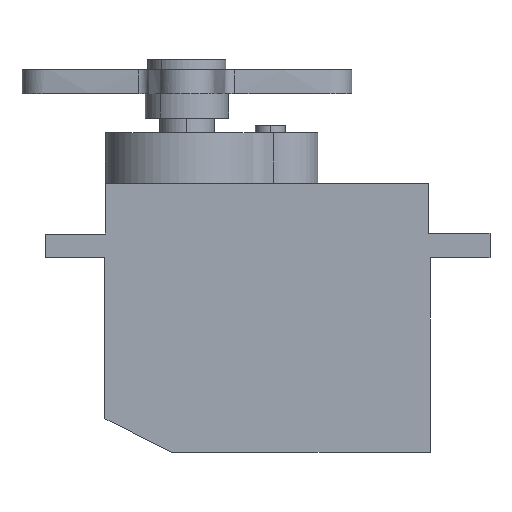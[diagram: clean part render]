
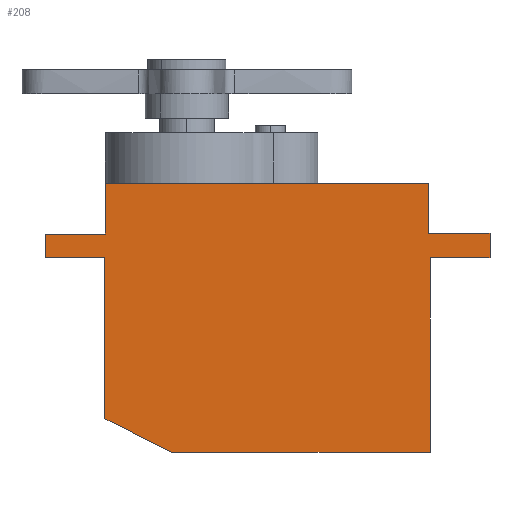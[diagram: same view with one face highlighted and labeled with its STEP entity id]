
A CAD part, left-side view. The second image highlights one B-rep face of the part: STEP entity #208.
In plain terms, the highlighted planar face has unit normal (-1, 0, 0).
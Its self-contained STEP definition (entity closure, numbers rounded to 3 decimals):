
#21=B_SPLINE_CURVE_WITH_KNOTS('',1,(#3264,#3265),.UNSPECIFIED.,.F.,.F.,(2,
2),(162.132,168.744),.UNSPECIFIED.);
#35=B_SPLINE_CURVE_WITH_KNOTS('',1,(#3294,#3295),.UNSPECIFIED.,.F.,.F.,(2,
2),(313.167,313.17),.UNSPECIFIED.);
#36=B_SPLINE_CURVE_WITH_KNOTS('',1,(#3296,#3297),.UNSPECIFIED.,.F.,.F.,(2,
2),(290.882,313.167),.UNSPECIFIED.);
#37=B_SPLINE_CURVE_WITH_KNOTS('',1,(#3298,#3299),.UNSPECIFIED.,.F.,.F.,(2,
2),(261.279,290.882),.UNSPECIFIED.);
#38=B_SPLINE_CURVE_WITH_KNOTS('',1,(#3300,#3301),.UNSPECIFIED.,.F.,.F.,(2,
2),(252.707,261.279),.UNSPECIFIED.);
#39=B_SPLINE_CURVE_WITH_KNOTS('',1,(#3302,#3303),.UNSPECIFIED.,.F.,.F.,(2,
2),(234.252,252.707),.UNSPECIFIED.);
#40=B_SPLINE_CURVE_WITH_KNOTS('',1,(#3304,#3305),.UNSPECIFIED.,.F.,.F.,(2,
2),(227.484,234.252),.UNSPECIFIED.);
#41=B_SPLINE_CURVE_WITH_KNOTS('',1,(#3306,#3307),.UNSPECIFIED.,.F.,.F.,(2,
2),(224.767,227.484),.UNSPECIFIED.);
#42=B_SPLINE_CURVE_WITH_KNOTS('',1,(#3308,#3309),.UNSPECIFIED.,.F.,.F.,(2,
2),(217.944,224.767),.UNSPECIFIED.);
#43=B_SPLINE_CURVE_WITH_KNOTS('',1,(#3310,#3311),.UNSPECIFIED.,.F.,.F.,(2,
2),(212.126,217.944),.UNSPECIFIED.);
#44=B_SPLINE_CURVE_WITH_KNOTS('',1,(#3312,#3313,#3314,#3315),
 .UNSPECIFIED.,.F.,.F.,(2,1,1,2),(184.048,184.595,197.626,
212.126),.UNSPECIFIED.);
#45=B_SPLINE_CURVE_WITH_KNOTS('',1,(#3316,#3317),.UNSPECIFIED.,.F.,.F.,(2,
2),(178.291,184.048),.UNSPECIFIED.);
#46=B_SPLINE_CURVE_WITH_KNOTS('',1,(#3318,#3319),.UNSPECIFIED.,.F.,.F.,(2,
2),(171.538,178.291),.UNSPECIFIED.);
#47=B_SPLINE_CURVE_WITH_KNOTS('',1,(#3320,#3321),.UNSPECIFIED.,.F.,.F.,(2,
2),(168.744,171.538),.UNSPECIFIED.);
#208=ADVANCED_FACE('',(#284),#1224,.T.);
#284=FACE_OUTER_BOUND('',#384,.T.);
#384=EDGE_LOOP('',(#684,#685,#686,#687,#688,#689,#690,#691,#692,#693,#694,
#695,#696,#697));
#684=ORIENTED_EDGE('',*,*,#906,.T.);
#685=ORIENTED_EDGE('',*,*,#932,.T.);
#686=ORIENTED_EDGE('',*,*,#931,.T.);
#687=ORIENTED_EDGE('',*,*,#930,.T.);
#688=ORIENTED_EDGE('',*,*,#929,.T.);
#689=ORIENTED_EDGE('',*,*,#928,.T.);
#690=ORIENTED_EDGE('',*,*,#927,.T.);
#691=ORIENTED_EDGE('',*,*,#926,.T.);
#692=ORIENTED_EDGE('',*,*,#925,.T.);
#693=ORIENTED_EDGE('',*,*,#924,.T.);
#694=ORIENTED_EDGE('',*,*,#923,.T.);
#695=ORIENTED_EDGE('',*,*,#922,.T.);
#696=ORIENTED_EDGE('',*,*,#921,.T.);
#697=ORIENTED_EDGE('',*,*,#920,.T.);
#906=EDGE_CURVE('',#1175,#1201,#21,.T.);
#920=EDGE_CURVE('',#1189,#1175,#35,.T.);
#921=EDGE_CURVE('',#1190,#1189,#36,.T.);
#922=EDGE_CURVE('',#1191,#1190,#37,.T.);
#923=EDGE_CURVE('',#1192,#1191,#38,.T.);
#924=EDGE_CURVE('',#1193,#1192,#39,.T.);
#925=EDGE_CURVE('',#1194,#1193,#40,.T.);
#926=EDGE_CURVE('',#1195,#1194,#41,.T.);
#927=EDGE_CURVE('',#1196,#1195,#42,.T.);
#928=EDGE_CURVE('',#1197,#1196,#43,.T.);
#929=EDGE_CURVE('',#1198,#1197,#44,.T.);
#930=EDGE_CURVE('',#1199,#1198,#45,.T.);
#931=EDGE_CURVE('',#1200,#1199,#46,.T.);
#932=EDGE_CURVE('',#1201,#1200,#47,.T.);
#1175=VERTEX_POINT('',#3225);
#1189=VERTEX_POINT('',#3239);
#1190=VERTEX_POINT('',#3240);
#1191=VERTEX_POINT('',#3241);
#1192=VERTEX_POINT('',#3242);
#1193=VERTEX_POINT('',#3243);
#1194=VERTEX_POINT('',#3244);
#1195=VERTEX_POINT('',#3245);
#1196=VERTEX_POINT('',#3246);
#1197=VERTEX_POINT('',#3247);
#1198=VERTEX_POINT('',#3248);
#1199=VERTEX_POINT('',#3249);
#1200=VERTEX_POINT('',#3250);
#1201=VERTEX_POINT('',#3251);
#1224=PLANE('',#1320);
#1320=AXIS2_PLACEMENT_3D('',#3138,#1351,$);
#1351=DIRECTION('',(-1.,0.,0.));
#3138=CARTESIAN_POINT('',(-5.75,-22.505,19.032));
#3225=CARTESIAN_POINT('',(-5.75,-18.275,13.754));
#3239=CARTESIAN_POINT('',(-5.75,-18.272,13.754));
#3240=CARTESIAN_POINT('',(-5.75,-18.272,0.));
#3241=CARTESIAN_POINT('',(-5.75,0.,0.));
#3242=CARTESIAN_POINT('',(-5.75,4.728,2.373));
#3243=CARTESIAN_POINT('',(-5.75,4.729,13.764));
#3244=CARTESIAN_POINT('',(-5.75,8.961,13.764));
#3245=CARTESIAN_POINT('',(-5.75,8.961,15.441));
#3246=CARTESIAN_POINT('',(-5.75,4.695,15.441));
#3247=CARTESIAN_POINT('',(-5.75,4.695,19.032));
#3248=CARTESIAN_POINT('',(-5.75,-18.185,19.032));
#3249=CARTESIAN_POINT('',(-5.75,-18.185,15.478));
#3250=CARTESIAN_POINT('',(-5.75,-22.505,15.478));
#3251=CARTESIAN_POINT('',(-5.75,-22.505,13.754));
#3264=CARTESIAN_POINT('',(-5.75,-18.275,13.754));
#3265=CARTESIAN_POINT('',(-5.75,-22.505,13.754));
#3294=CARTESIAN_POINT('',(-5.75,-18.272,13.754));
#3295=CARTESIAN_POINT('',(-5.75,-18.275,13.754));
#3296=CARTESIAN_POINT('',(-5.75,-18.272,0.));
#3297=CARTESIAN_POINT('',(-5.75,-18.272,13.754));
#3298=CARTESIAN_POINT('',(-5.75,0.,0.));
#3299=CARTESIAN_POINT('',(-5.75,-18.272,0.));
#3300=CARTESIAN_POINT('',(-5.75,4.728,2.373));
#3301=CARTESIAN_POINT('',(-5.75,0.,0.));
#3302=CARTESIAN_POINT('',(-5.75,4.729,13.764));
#3303=CARTESIAN_POINT('',(-5.75,4.728,2.373));
#3304=CARTESIAN_POINT('',(-5.75,8.961,13.764));
#3305=CARTESIAN_POINT('',(-5.75,4.729,13.764));
#3306=CARTESIAN_POINT('',(-5.75,8.961,15.441));
#3307=CARTESIAN_POINT('',(-5.75,8.961,13.764));
#3308=CARTESIAN_POINT('',(-5.75,4.695,15.441));
#3309=CARTESIAN_POINT('',(-5.75,8.961,15.441));
#3310=CARTESIAN_POINT('',(-5.75,4.695,19.032));
#3311=CARTESIAN_POINT('',(-5.75,4.695,15.441));
#3312=CARTESIAN_POINT('',(-5.75,-18.185,19.032));
#3313=CARTESIAN_POINT('',(-5.75,-17.848,19.032));
#3314=CARTESIAN_POINT('',(-5.75,-9.805,19.032));
#3315=CARTESIAN_POINT('',(-5.75,4.695,19.032));
#3316=CARTESIAN_POINT('',(-5.75,-18.185,15.478));
#3317=CARTESIAN_POINT('',(-5.75,-18.185,19.032));
#3318=CARTESIAN_POINT('',(-5.75,-22.505,15.478));
#3319=CARTESIAN_POINT('',(-5.75,-18.185,15.478));
#3320=CARTESIAN_POINT('',(-5.75,-22.505,13.754));
#3321=CARTESIAN_POINT('',(-5.75,-22.505,15.478));
